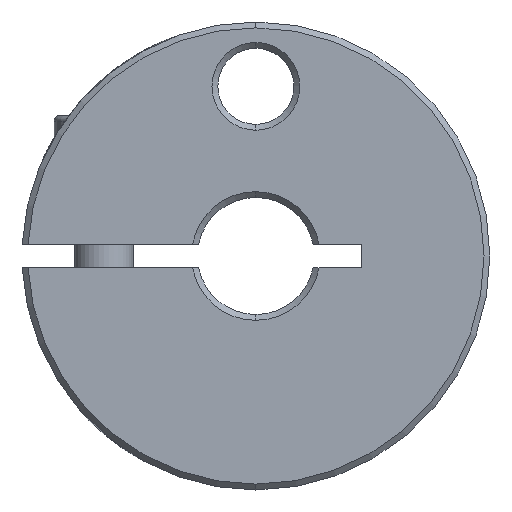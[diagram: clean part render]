
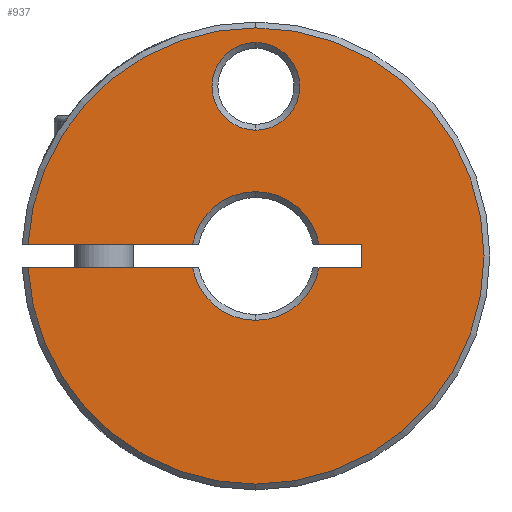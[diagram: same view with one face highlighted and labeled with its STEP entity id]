
A CAD part, front view. The second image highlights one B-rep face of the part: STEP entity #937.
In plain terms, the highlighted planar face has unit normal (0, -1, 0).
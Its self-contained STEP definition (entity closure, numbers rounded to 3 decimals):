
#375=VERTEX_POINT('',#1059);
#387=VERTEX_POINT('',#1072);
#407=EDGE_CURVE('',#977,#577,#1093,.T.);
#427=VERTEX_POINT('',#1114);
#429=EDGE_CURVE('',#443,#497,#1116,.T.);
#431=EDGE_CURVE('',#501,#697,#1118,.T.);
#443=VERTEX_POINT('',#1131);
#457=VERTEX_POINT('',#1145);
#469=VERTEX_POINT('',#1158);
#497=VERTEX_POINT('',#1189);
#501=VERTEX_POINT('',#1193);
#503=EDGE_CURVE('',#457,#387,#1195,.T.);
#557=EDGE_CURVE('',#427,#923,#1258,.T.);
#577=VERTEX_POINT('',#1283);
#585=VERTEX_POINT('',#1293);
#609=EDGE_CURVE('',#973,#375,#1322,.T.);
#627=EDGE_CURVE('',#697,#585,#1340,.T.);
#673=EDGE_CURVE('',#469,#427,#1392,.T.);
#697=VERTEX_POINT('',#1420);
#795=EDGE_CURVE('',#585,#469,#1531,.T.);
#825=EDGE_CURVE('',#577,#923,#1565,.T.);
#839=EDGE_CURVE('',#977,#457,#1580,.T.);
#893=EDGE_CURVE('',#501,#973,#1638,.T.);
#923=VERTEX_POINT('',#1669);
#937=ADVANCED_FACE('',(#1683,#1684),#1685,.T.);
#971=EDGE_CURVE('',#497,#443,#1725,.T.);
#973=VERTEX_POINT('',#1727);
#977=VERTEX_POINT('',#1731);
#997=EDGE_CURVE('',#387,#375,#1752,.T.);
#1059=CARTESIAN_POINT('',(5.408,-12.,-1.0));
#1072=CARTESIAN_POINT('',(9.,-12.,-1.0));
#1093=CIRCLE('',#1873,5.5);
#1114=CARTESIAN_POINT('',(-19.474,-12.,1.0));
#1116=CIRCLE('',#1919,3.75);
#1118=LINE('',#1922,#1923);
#1131=CARTESIAN_POINT('',(0.,-12.0,10.75));
#1145=CARTESIAN_POINT('',(9.,-12.,1.0));
#1158=CARTESIAN_POINT('',(0.,-12.0,19.5));
#1189=CARTESIAN_POINT('',(0.,-12.,18.25));
#1193=CARTESIAN_POINT('',(-5.408,-12.,-1.0));
#1195=LINE('',#2037,#2038);
#1258=LINE('',#2138,#2139);
#1283=CARTESIAN_POINT('',(0.,-12.0,5.5));
#1293=CARTESIAN_POINT('',(0.,-12.0,-19.5));
#1322=CIRCLE('',#2212,5.5);
#1340=CIRCLE('',#2246,19.5);
#1392=CIRCLE('',#2368,19.5);
#1420=CARTESIAN_POINT('',(-19.474,-12.,-1.0));
#1531=CIRCLE('',#2625,19.5);
#1565=CIRCLE('',#2695,5.5);
#1580=LINE('',#2715,#2716);
#1638=CIRCLE('',#2814,5.5);
#1669=CARTESIAN_POINT('',(-5.408,-12.,1.0));
#1683=FACE_BOUND('',#2900,.T.);
#1684=FACE_OUTER_BOUND('',#2901,.T.);
#1685=PLANE('',#2902);
#1725=CIRCLE('',#2967,3.75);
#1727=CARTESIAN_POINT('',(0.,-12.0,-5.5));
#1731=CARTESIAN_POINT('',(5.408,-12.,1.0));
#1752=LINE('',#3009,#3010);
#1873=AXIS2_PLACEMENT_3D('',#3106,#3107,#3108);
#1919=AXIS2_PLACEMENT_3D('',#3123,#3124,#3125);
#1922=CARTESIAN_POINT('',(4.5,-12.0,-1.0));
#1923=VECTOR('',#3126,1.0);
#2037=CARTESIAN_POINT('',(9.,-12.0,6.75));
#2038=VECTOR('',#3198,1.0);
#2138=CARTESIAN_POINT('',(-10.0,-12.0,1.0));
#2139=VECTOR('',#3286,1.0);
#2212=AXIS2_PLACEMENT_3D('',#3394,#3395,#3396);
#2246=AXIS2_PLACEMENT_3D('',#3407,#3408,#3409);
#2368=AXIS2_PLACEMENT_3D('',#3469,#3470,#3471);
#2625=AXIS2_PLACEMENT_3D('',#3641,#3642,#3643);
#2695=AXIS2_PLACEMENT_3D('',#3692,#3693,#3694);
#2715=CARTESIAN_POINT('',(-10.0,-12.0,1.0));
#2716=VECTOR('',#3710,1.0);
#2814=AXIS2_PLACEMENT_3D('',#3770,#3771,#3772);
#2900=EDGE_LOOP('',(#3794,#3795));
#2901=EDGE_LOOP('',(#3796,#3797,#3798,#3799,#3800,#3801,#3802,#3803,#3804,#3805,#3806,#3807));
#2902=AXIS2_PLACEMENT_3D('',#3808,#3809,#3810);
#2967=AXIS2_PLACEMENT_3D('',#3864,#3865,#3866);
#3009=CARTESIAN_POINT('',(4.5,-12.0,-1.0));
#3010=VECTOR('',#3877,1.0);
#3106=CARTESIAN_POINT('',(0.,-12.0,0.));
#3107=DIRECTION('',(0.,-1.0,0.));
#3108=DIRECTION('',(0.,0.,1.0));
#3123=CARTESIAN_POINT('',(0.,-12.0,14.5));
#3124=DIRECTION('',(0.,1.0,0.));
#3125=DIRECTION('',(0.,0.,1.0));
#3126=DIRECTION('',(-1.0,0.,0.));
#3198=DIRECTION('',(0.,0.,-1.0));
#3286=DIRECTION('',(1.0,0.,0.));
#3394=CARTESIAN_POINT('',(0.,-12.0,0.));
#3395=DIRECTION('',(0.,-1.0,0.));
#3396=DIRECTION('',(0.,0.,1.0));
#3407=CARTESIAN_POINT('',(0.,-12.0,0.));
#3408=DIRECTION('',(0.,-1.0,0.));
#3409=DIRECTION('',(0.,0.,1.0));
#3469=CARTESIAN_POINT('',(0.,-12.0,0.));
#3470=DIRECTION('',(0.,-1.0,0.));
#3471=DIRECTION('',(0.,0.,1.0));
#3641=CARTESIAN_POINT('',(0.,-12.0,0.));
#3642=DIRECTION('',(0.,-1.0,0.));
#3643=DIRECTION('',(0.,0.,1.0));
#3692=CARTESIAN_POINT('',(0.,-12.0,0.));
#3693=DIRECTION('',(0.,-1.0,0.));
#3694=DIRECTION('',(0.,0.,1.0));
#3710=DIRECTION('',(1.0,0.,0.));
#3770=CARTESIAN_POINT('',(0.,-12.0,0.));
#3771=DIRECTION('',(0.,-1.0,0.));
#3772=DIRECTION('',(0.,0.,1.0));
#3794=ORIENTED_EDGE('',*,*,#971,.T.);
#3795=ORIENTED_EDGE('',*,*,#429,.T.);
#3796=ORIENTED_EDGE('',*,*,#839,.T.);
#3797=ORIENTED_EDGE('',*,*,#503,.T.);
#3798=ORIENTED_EDGE('',*,*,#997,.T.);
#3799=ORIENTED_EDGE('',*,*,#609,.F.);
#3800=ORIENTED_EDGE('',*,*,#893,.F.);
#3801=ORIENTED_EDGE('',*,*,#431,.T.);
#3802=ORIENTED_EDGE('',*,*,#627,.T.);
#3803=ORIENTED_EDGE('',*,*,#795,.T.);
#3804=ORIENTED_EDGE('',*,*,#673,.T.);
#3805=ORIENTED_EDGE('',*,*,#557,.T.);
#3806=ORIENTED_EDGE('',*,*,#825,.F.);
#3807=ORIENTED_EDGE('',*,*,#407,.F.);
#3808=CARTESIAN_POINT('',(0.,-12.0,12.5));
#3809=DIRECTION('',(0.,-1.0,0.));
#3810=DIRECTION('',(0.,0.,1.0));
#3864=CARTESIAN_POINT('',(0.,-12.0,14.5));
#3865=DIRECTION('',(0.,1.0,0.));
#3866=DIRECTION('',(0.,0.,1.0));
#3877=DIRECTION('',(-1.0,0.,0.));
